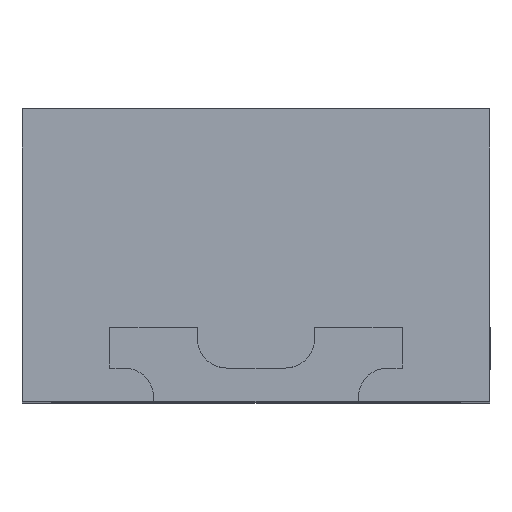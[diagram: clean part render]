
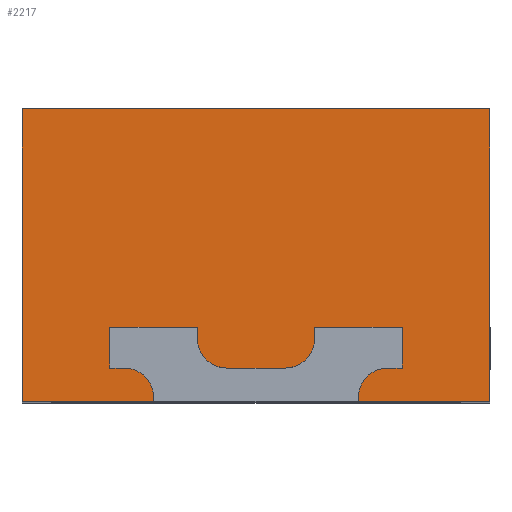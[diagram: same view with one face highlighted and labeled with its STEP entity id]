
A CAD part, top view. The second image highlights one B-rep face of the part: STEP entity #2217.
In plain terms, the highlighted planar face has unit normal (0, 0, 1).
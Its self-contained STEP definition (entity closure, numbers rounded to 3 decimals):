
#51=PLANE('',#2830);
#141=LINE('',#3784,#369);
#143=LINE('',#3794,#371);
#145=LINE('',#3810,#373);
#148=LINE('',#3821,#376);
#149=LINE('',#3826,#377);
#172=LINE('',#3888,#400);
#176=LINE('',#3900,#404);
#177=LINE('',#3902,#405);
#184=LINE('',#3911,#412);
#186=LINE('',#3917,#414);
#195=LINE('',#3935,#423);
#199=LINE('',#3946,#427);
#202=LINE('',#3952,#430);
#203=LINE('',#3953,#431);
#204=LINE('',#3955,#432);
#205=LINE('',#3957,#433);
#369=VECTOR('',#3108,1000.);
#371=VECTOR('',#3120,1000.);
#373=VECTOR('',#3136,1000.);
#376=VECTOR('',#3149,1000.);
#377=VECTOR('',#3154,1000.);
#400=VECTOR('',#3211,1000.);
#404=VECTOR('',#3223,1000.);
#405=VECTOR('',#3226,1000.);
#412=VECTOR('',#3233,1000.);
#414=VECTOR('',#3239,1000.);
#423=VECTOR('',#3258,1000.);
#427=VECTOR('',#3268,1000.);
#430=VECTOR('',#3273,1000.);
#431=VECTOR('',#3274,1000.);
#432=VECTOR('',#3275,1000.);
#433=VECTOR('',#3276,1000.);
#864=ORIENTED_EDGE('',*,*,#1405,.F.);
#865=ORIENTED_EDGE('',*,*,#1422,.F.);
#866=ORIENTED_EDGE('',*,*,#1419,.T.);
#867=ORIENTED_EDGE('',*,*,#1423,.T.);
#868=ORIENTED_EDGE('',*,*,#1424,.F.);
#869=ORIENTED_EDGE('',*,*,#1425,.F.);
#870=ORIENTED_EDGE('',*,*,#1414,.T.);
#871=ORIENTED_EDGE('',*,*,#1335,.F.);
#872=ORIENTED_EDGE('',*,*,#1337,.F.);
#873=ORIENTED_EDGE('',*,*,#1357,.T.);
#874=ORIENTED_EDGE('',*,*,#1395,.T.);
#875=ORIENTED_EDGE('',*,*,#1388,.F.);
#876=ORIENTED_EDGE('',*,*,#1346,.F.);
#877=ORIENTED_EDGE('',*,*,#1349,.T.);
#878=ORIENTED_EDGE('',*,*,#1351,.F.);
#879=ORIENTED_EDGE('',*,*,#1394,.T.);
#880=ORIENTED_EDGE('',*,*,#1402,.T.);
#881=ORIENTED_EDGE('',*,*,#1355,.T.);
#882=ORIENTED_EDGE('',*,*,#1342,.F.);
#883=ORIENTED_EDGE('',*,*,#1340,.F.);
#1335=EDGE_CURVE('',#1642,#1640,#1832,.T.);
#1337=EDGE_CURVE('',#1644,#1642,#141,.T.);
#1340=EDGE_CURVE('',#1646,#1647,#1834,.T.);
#1342=EDGE_CURVE('',#1647,#1648,#143,.F.);
#1346=EDGE_CURVE('',#1650,#1652,#1837,.T.);
#1349=EDGE_CURVE('',#1650,#1653,#145,.T.);
#1351=EDGE_CURVE('',#1655,#1653,#1840,.T.);
#1355=EDGE_CURVE('',#1656,#1648,#148,.F.);
#1357=EDGE_CURVE('',#1644,#1659,#149,.T.);
#1388=EDGE_CURVE('',#1652,#1682,#172,.T.);
#1394=EDGE_CURVE('',#1655,#1685,#176,.T.);
#1395=EDGE_CURVE('',#1659,#1682,#177,.T.);
#1402=EDGE_CURVE('',#1685,#1656,#184,.T.);
#1405=EDGE_CURVE('',#1689,#1646,#186,.T.);
#1414=EDGE_CURVE('',#1694,#1640,#195,.T.);
#1419=EDGE_CURVE('',#1698,#1697,#199,.T.);
#1422=EDGE_CURVE('',#1698,#1689,#202,.T.);
#1423=EDGE_CURVE('',#1697,#1700,#203,.T.);
#1424=EDGE_CURVE('',#1701,#1700,#204,.T.);
#1425=EDGE_CURVE('',#1694,#1701,#205,.T.);
#1640=VERTEX_POINT('',#3775);
#1642=VERTEX_POINT('',#3778);
#1644=VERTEX_POINT('',#3783);
#1646=VERTEX_POINT('',#3789);
#1647=VERTEX_POINT('',#3791);
#1648=VERTEX_POINT('',#3795);
#1650=VERTEX_POINT('',#3801);
#1652=VERTEX_POINT('',#3804);
#1653=VERTEX_POINT('',#3808);
#1655=VERTEX_POINT('',#3814);
#1656=VERTEX_POINT('',#3818);
#1659=VERTEX_POINT('',#3825);
#1682=VERTEX_POINT('',#3889);
#1685=VERTEX_POINT('',#3899);
#1689=VERTEX_POINT('',#3916);
#1694=VERTEX_POINT('',#3936);
#1697=VERTEX_POINT('',#3945);
#1698=VERTEX_POINT('',#3947);
#1700=VERTEX_POINT('',#3954);
#1701=VERTEX_POINT('',#3956);
#1832=CIRCLE('',#2776,0.05);
#1834=CIRCLE('',#2781,0.05);
#1837=CIRCLE('',#2787,0.05);
#1840=CIRCLE('',#2792,0.05);
#1959=EDGE_LOOP('',(#864,#865,#866,#867,#868,#869,#870,#871,#872,#873,#874,
#875,#876,#877,#878,#879,#880,#881,#882,#883));
#2081=FACE_BOUND('',#1959,.T.);
#2217=ADVANCED_FACE('',(#2081),#51,.F.);
#2776=AXIS2_PLACEMENT_3D('',#3779,#3102,#3103);
#2781=AXIS2_PLACEMENT_3D('',#3790,#3114,#3115);
#2787=AXIS2_PLACEMENT_3D('',#3803,#3128,#3129);
#2792=AXIS2_PLACEMENT_3D('',#3813,#3140,#3141);
#2830=AXIS2_PLACEMENT_3D('',#3951,#3271,#3272);
#3102=DIRECTION('',(0.,0.,-1.));
#3103=DIRECTION('',(0.,1.,0.));
#3108=DIRECTION('',(1.,0.,0.));
#3114=DIRECTION('',(0.,0.,-1.));
#3115=DIRECTION('',(0.,1.,0.));
#3120=DIRECTION('',(-1.,0.,0.));
#3128=DIRECTION('',(0.,0.,-1.));
#3129=DIRECTION('',(0.,1.,0.));
#3136=DIRECTION('',(1.,0.,0.));
#3140=DIRECTION('',(0.,0.,-1.));
#3141=DIRECTION('',(0.,1.,0.));
#3149=DIRECTION('',(0.,1.,0.));
#3154=DIRECTION('',(0.,1.,0.));
#3211=DIRECTION('',(0.,1.,0.));
#3223=DIRECTION('',(0.,1.,0.));
#3226=DIRECTION('',(1.,0.,0.));
#3233=DIRECTION('',(1.,0.,0.));
#3239=DIRECTION('',(0.,1.,0.));
#3258=DIRECTION('',(0.,1.,0.));
#3268=DIRECTION('',(0.,1.,0.));
#3271=DIRECTION('',(0.,0.,-1.));
#3272=DIRECTION('',(0.,1.,0.));
#3273=DIRECTION('',(-1.,0.,0.));
#3274=DIRECTION('',(-1.,0.,0.));
#3275=DIRECTION('',(0.,1.,0.));
#3276=DIRECTION('',(-1.,0.,0.));
#3775=CARTESIAN_POINT('',(-0.175,-0.493,0.8));
#3778=CARTESIAN_POINT('',(-0.225,-0.443,0.8));
#3779=CARTESIAN_POINT('',(-0.225,-0.493,0.8));
#3783=CARTESIAN_POINT('',(-0.25,-0.443,0.8));
#3784=CARTESIAN_POINT('',(-0.3,-0.443,0.8));
#3789=CARTESIAN_POINT('',(0.175,-0.493,0.8));
#3790=CARTESIAN_POINT('',(0.225,-0.493,0.8));
#3791=CARTESIAN_POINT('',(0.225,-0.443,0.8));
#3794=CARTESIAN_POINT('',(0.3,-0.443,0.8));
#3795=CARTESIAN_POINT('',(0.25,-0.443,0.8));
#3801=CARTESIAN_POINT('',(-0.05,-0.443,0.8));
#3803=CARTESIAN_POINT('',(-0.05,-0.393,0.8));
#3804=CARTESIAN_POINT('',(-0.1,-0.393,0.8));
#3808=CARTESIAN_POINT('',(0.05,-0.443,0.8));
#3810=CARTESIAN_POINT('',(-0.1,-0.443,0.8));
#3813=CARTESIAN_POINT('',(0.05,-0.393,0.8));
#3814=CARTESIAN_POINT('',(0.1,-0.393,0.8));
#3818=CARTESIAN_POINT('',(0.25,-0.373,0.8));
#3821=CARTESIAN_POINT('',(0.25,-0.443,0.8));
#3825=CARTESIAN_POINT('',(-0.25,-0.373,0.8));
#3826=CARTESIAN_POINT('',(-0.25,-0.443,0.8));
#3888=CARTESIAN_POINT('',(-0.1,-0.443,0.8));
#3889=CARTESIAN_POINT('',(-0.1,-0.373,0.8));
#3899=CARTESIAN_POINT('',(0.1,-0.373,0.8));
#3900=CARTESIAN_POINT('',(0.1,-0.443,0.8));
#3902=CARTESIAN_POINT('',(0.4,-0.373,0.8));
#3911=CARTESIAN_POINT('',(0.4,-0.373,0.8));
#3916=CARTESIAN_POINT('',(0.175,-0.5,0.8));
#3917=CARTESIAN_POINT('',(0.175,-0.5,0.8));
#3935=CARTESIAN_POINT('',(-0.175,-0.5,0.8));
#3936=CARTESIAN_POINT('',(-0.175,-0.5,0.8));
#3945=CARTESIAN_POINT('',(0.4,0.,0.8));
#3946=CARTESIAN_POINT('',(0.4,-0.5,0.8));
#3947=CARTESIAN_POINT('',(0.4,-0.5,0.8));
#3951=CARTESIAN_POINT('',(0.4,-0.5,0.8));
#3952=CARTESIAN_POINT('',(0.4,-0.5,0.8));
#3953=CARTESIAN_POINT('',(0.4,0.,0.8));
#3954=CARTESIAN_POINT('',(-0.4,0.,0.8));
#3955=CARTESIAN_POINT('',(-0.4,-0.5,0.8));
#3956=CARTESIAN_POINT('',(-0.4,-0.5,0.8));
#3957=CARTESIAN_POINT('',(0.4,-0.5,0.8));
